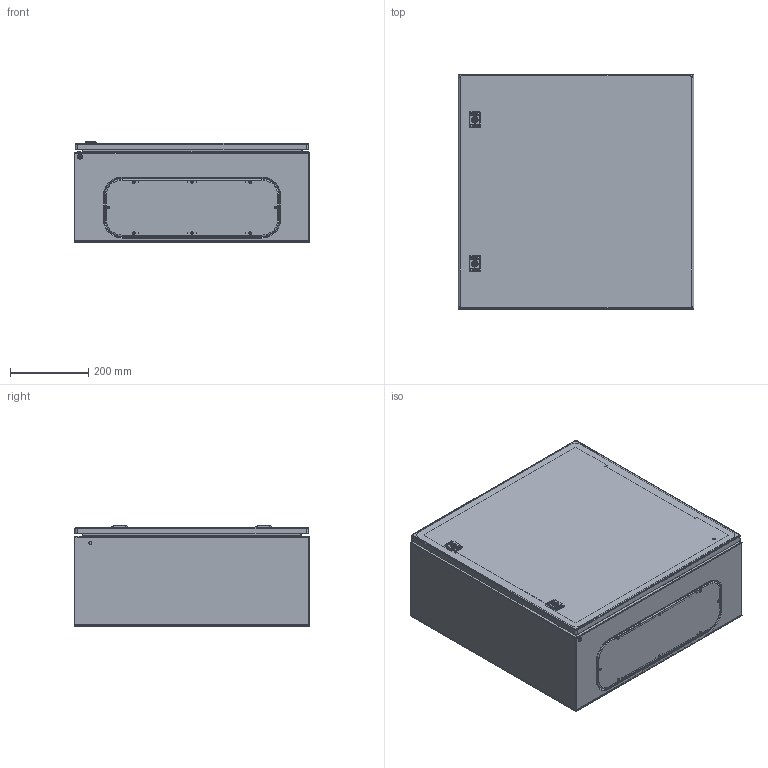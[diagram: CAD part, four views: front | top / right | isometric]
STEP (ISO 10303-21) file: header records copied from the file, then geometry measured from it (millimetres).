
FILE_DESCRIPTION(('STEP AP242'),'1');
FILE_NAME('nsycrn66250.stp','2019-01-29T08:17:49',('TraceParts'),('TraceParts S.A.'),'Spatial InterOp 3D',' ',' ');
FILE_SCHEMA(('AP242_MANAGED_MODEL_BASED_3D_ENGINEERING_MIM_LF {1 0 10303 442 1 1 4}'));
Length unit declared in the file: millimetre
Products named in the file (1): NSYCRN66250_ASM|BODY_CRN66_250#BODY_CRN66_250;BODY_CRN66_250
Bounding box: 600 x 601.2 x 257.61 mm (x, y, z)
Volume: 2090729.5 mm3; surface area: 2934710.5 mm2
Topology: 7 solids, 19 shells, 3779 faces, 10134 edges, 6393 vertices
Faces by surface type: plane 1469, cylinder 1138, cone 338, extrusion 292, torus 278, bspline 182, sphere 78, revolution 4
Entity records: 133590 total; most frequent: CARTESIAN_POINT 40453, ORIENTED_EDGE 20084, DIRECTION 18558, EDGE_CURVE 10042, AXIS2_PLACEMENT_3D 6539, VERTEX_POINT 6393, VECTOR 5476, LINE 5184
